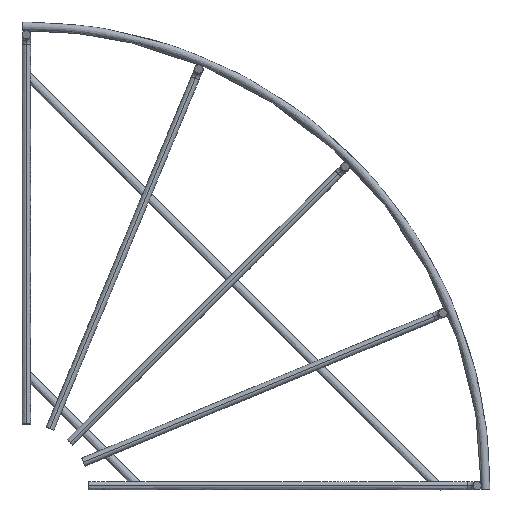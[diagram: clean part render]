
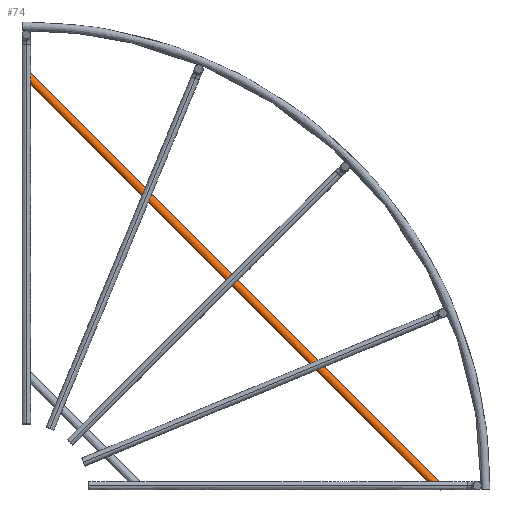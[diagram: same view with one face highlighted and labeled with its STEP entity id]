
A CAD part, top view. The second image highlights one B-rep face of the part: STEP entity #74.
In plain terms, the highlighted free-form (B-spline) face has degree [2, 1] with [5, 2] control points.
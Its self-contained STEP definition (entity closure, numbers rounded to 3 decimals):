
#74=ADVANCED_FACE('',(#130),#754,.T.);
#130=FACE_OUTER_BOUND('',#186,.T.);
#186=EDGE_LOOP('',(#349,#350,#351,#352,#353,#354));
#349=ORIENTED_EDGE('',*,*,#501,.F.);
#350=ORIENTED_EDGE('',*,*,#496,.F.);
#351=ORIENTED_EDGE('',*,*,#502,.T.);
#352=ORIENTED_EDGE('',*,*,#497,.F.);
#353=ORIENTED_EDGE('',*,*,#503,.F.);
#354=ORIENTED_EDGE('',*,*,#504,.T.);
#496=EDGE_CURVE('',#696,#697,#552,.T.);
#497=EDGE_CURVE('',#699,#700,#553,.T.);
#501=EDGE_CURVE('',#697,#698,#619,.T.);
#502=EDGE_CURVE('',#696,#700,#620,.T.);
#503=EDGE_CURVE('',#702,#699,#621,.T.);
#504=EDGE_CURVE('',#702,#698,#622,.T.);
#552=B_SPLINE_CURVE_WITH_KNOTS('',3,(#2140,#2141,#2142,#2143,#2144,#2145,
#2146,#2147,#2148,#2149,#2150,#2151,#2152,#2153,#2154,#2155,#2156,#2157,
#2158,#2159,#2160,#2161,#2162),.UNSPECIFIED.,.F.,.F.,(4,2,2,2,2,3,2,2,2,
2,4),(14.58,15.047,15.511,16.432,
17.328,18.225,19.122,20.019,20.939,
21.404,21.87),.UNSPECIFIED.);
#553=B_SPLINE_CURVE_WITH_KNOTS('',3,(#2163,#2164,#2165,#2166,#2167,#2168,
#2169,#2170,#2171,#2172,#2173,#2174,#2175,#2176,#2177,#2178,#2179,#2180,
#2181,#2182,#2183,#2184,#2185),.UNSPECIFIED.,.F.,.F.,(4,2,2,2,2,3,2,2,2,
2,4),(7.291,7.757,8.222,9.142,
10.038,10.936,11.833,12.729,13.65,
14.114,14.58),.UNSPECIFIED.);
#619=(
BOUNDED_CURVE()
B_SPLINE_CURVE(2,(#2215,#2216,#2217),.UNSPECIFIED.,.F.,.F.)
B_SPLINE_CURVE_WITH_KNOTS((3,3),(21.87,21.871),
 .UNSPECIFIED.)
CURVE()
GEOMETRIC_REPRESENTATION_ITEM()
RATIONAL_B_SPLINE_CURVE((1.,1.,1.))
REPRESENTATION_ITEM('')
);
#620=(
BOUNDED_CURVE()
B_SPLINE_CURVE(1,(#2218,#2219),.UNSPECIFIED.,.F.,.F.)
B_SPLINE_CURVE_WITH_KNOTS((2,2),(5.8,267.872),
 .UNSPECIFIED.)
CURVE()
GEOMETRIC_REPRESENTATION_ITEM()
RATIONAL_B_SPLINE_CURVE((1.,1.))
REPRESENTATION_ITEM('')
);
#621=(
BOUNDED_CURVE()
B_SPLINE_CURVE(2,(#2220,#2221,#2222),.UNSPECIFIED.,.F.,.F.)
B_SPLINE_CURVE_WITH_KNOTS((3,3),(21.87,21.871),
 .UNSPECIFIED.)
CURVE()
GEOMETRIC_REPRESENTATION_ITEM()
RATIONAL_B_SPLINE_CURVE((1.,1.,1.))
REPRESENTATION_ITEM('')
);
#622=(
BOUNDED_CURVE()
B_SPLINE_CURVE(1,(#2223,#2224),.UNSPECIFIED.,.F.,.F.)
B_SPLINE_CURVE_WITH_KNOTS((2,2),(-271.672,-2.),
 .UNSPECIFIED.)
CURVE()
GEOMETRIC_REPRESENTATION_ITEM()
RATIONAL_B_SPLINE_CURVE((1.,1.))
REPRESENTATION_ITEM('')
);
#696=VERTEX_POINT('',#2110);
#697=VERTEX_POINT('',#2111);
#698=VERTEX_POINT('',#2112);
#699=VERTEX_POINT('',#2113);
#700=VERTEX_POINT('',#2114);
#702=VERTEX_POINT('',#2116);
#754=(
BOUNDED_SURFACE()
B_SPLINE_SURFACE(2,1,((#2099,#2100),(#2101,#2102),(#2103,#2104),(#2105,
#2106),(#2107,#2108)),.UNSPECIFIED.,.F.,.F.,.F.)
B_SPLINE_SURFACE_WITH_KNOTS((3,2,3),(2,2),(5.253,8.954,
12.654),(0.,285.872),.UNSPECIFIED.)
GEOMETRIC_REPRESENTATION_ITEM()
RATIONAL_B_SPLINE_SURFACE(((1.174,1.174),(0.637,
0.637),(1.,1.),(0.637,0.637),(1.174,
1.174)))
REPRESENTATION_ITEM('')
SURFACE()
);
#2099=CARTESIAN_POINT('',(-3.38,190.135,1.312));
#2100=CARTESIAN_POINT('',(198.762,-12.007,1.312));
#2101=CARTESIAN_POINT('',(-2.808,190.708,3.8));
#2102=CARTESIAN_POINT('',(199.334,-11.435,3.8));
#2103=CARTESIAN_POINT('',(-4.658,188.858,3.8));
#2104=CARTESIAN_POINT('',(197.484,-13.284,3.8));
#2105=CARTESIAN_POINT('',(-6.508,187.008,3.8));
#2106=CARTESIAN_POINT('',(195.635,-15.134,3.8));
#2107=CARTESIAN_POINT('',(-5.935,187.58,1.312));
#2108=CARTESIAN_POINT('',(196.207,-14.562,1.312));
#2110=CARTESIAN_POINT('',(-1.9,183.413,1.9));
#2111=CARTESIAN_POINT('',(-1.9,188.787,1.901));
#2112=CARTESIAN_POINT('',(-1.9,188.787,1.9));
#2113=CARTESIAN_POINT('',(188.787,-1.9,1.901));
#2114=CARTESIAN_POINT('',(183.413,-1.9,1.9));
#2116=CARTESIAN_POINT('',(188.787,-1.9,1.9));
#2140=CARTESIAN_POINT('',(-1.9,183.413,1.9));
#2141=CARTESIAN_POINT('',(-1.9,183.413,2.056));
#2142=CARTESIAN_POINT('',(-1.9,183.44,2.209));
#2143=CARTESIAN_POINT('',(-1.9,183.542,2.502));
#2144=CARTESIAN_POINT('',(-1.9,183.616,2.639));
#2145=CARTESIAN_POINT('',(-1.9,183.886,3.012));
#2146=CARTESIAN_POINT('',(-1.9,184.128,3.213));
#2147=CARTESIAN_POINT('',(-1.9,184.648,3.516));
#2148=CARTESIAN_POINT('',(-1.9,184.93,3.624));
#2149=CARTESIAN_POINT('',(-1.9,185.505,3.765));
#2150=CARTESIAN_POINT('',(-1.9,185.804,3.8));
#2151=CARTESIAN_POINT('',(-1.9,186.1,3.8));
#2152=CARTESIAN_POINT('',(-1.9,186.396,3.8));
#2153=CARTESIAN_POINT('',(-1.9,186.695,3.765));
#2154=CARTESIAN_POINT('',(-1.9,187.27,3.624));
#2155=CARTESIAN_POINT('',(-1.9,187.552,3.516));
#2156=CARTESIAN_POINT('',(-1.9,188.072,3.213));
#2157=CARTESIAN_POINT('',(-1.9,188.314,3.012));
#2158=CARTESIAN_POINT('',(-1.9,188.584,2.639));
#2159=CARTESIAN_POINT('',(-1.9,188.657,2.502));
#2160=CARTESIAN_POINT('',(-1.9,188.76,2.209));
#2161=CARTESIAN_POINT('',(-1.9,188.787,2.056));
#2162=CARTESIAN_POINT('',(-1.9,188.787,1.901));
#2163=CARTESIAN_POINT('',(188.787,-1.9,1.901));
#2164=CARTESIAN_POINT('',(188.787,-1.9,2.056));
#2165=CARTESIAN_POINT('',(188.76,-1.9,2.209));
#2166=CARTESIAN_POINT('',(188.657,-1.9,2.502));
#2167=CARTESIAN_POINT('',(188.584,-1.9,2.639));
#2168=CARTESIAN_POINT('',(188.314,-1.9,3.012));
#2169=CARTESIAN_POINT('',(188.072,-1.9,3.213));
#2170=CARTESIAN_POINT('',(187.552,-1.9,3.516));
#2171=CARTESIAN_POINT('',(187.27,-1.9,3.624));
#2172=CARTESIAN_POINT('',(186.695,-1.9,3.765));
#2173=CARTESIAN_POINT('',(186.396,-1.9,3.8));
#2174=CARTESIAN_POINT('',(186.1,-1.9,3.8));
#2175=CARTESIAN_POINT('',(185.804,-1.9,3.8));
#2176=CARTESIAN_POINT('',(185.505,-1.9,3.765));
#2177=CARTESIAN_POINT('',(184.93,-1.9,3.624));
#2178=CARTESIAN_POINT('',(184.648,-1.9,3.516));
#2179=CARTESIAN_POINT('',(184.128,-1.9,3.213));
#2180=CARTESIAN_POINT('',(183.886,-1.9,3.012));
#2181=CARTESIAN_POINT('',(183.616,-1.9,2.639));
#2182=CARTESIAN_POINT('',(183.542,-1.9,2.502));
#2183=CARTESIAN_POINT('',(183.44,-1.9,2.209));
#2184=CARTESIAN_POINT('',(183.413,-1.9,2.056));
#2185=CARTESIAN_POINT('',(183.413,-1.9,1.9));
#2215=CARTESIAN_POINT('',(-1.9,188.787,1.901));
#2216=CARTESIAN_POINT('',(-1.9,188.787,1.9));
#2217=CARTESIAN_POINT('',(-1.9,188.787,1.9));
#2218=CARTESIAN_POINT('',(-1.9,183.413,1.9));
#2219=CARTESIAN_POINT('',(183.413,-1.9,1.9));
#2220=CARTESIAN_POINT('',(188.787,-1.9,1.9));
#2221=CARTESIAN_POINT('',(188.787,-1.9,1.9));
#2222=CARTESIAN_POINT('',(188.787,-1.9,1.901));
#2223=CARTESIAN_POINT('',(188.787,-1.9,1.9));
#2224=CARTESIAN_POINT('',(-1.9,188.787,1.9));
